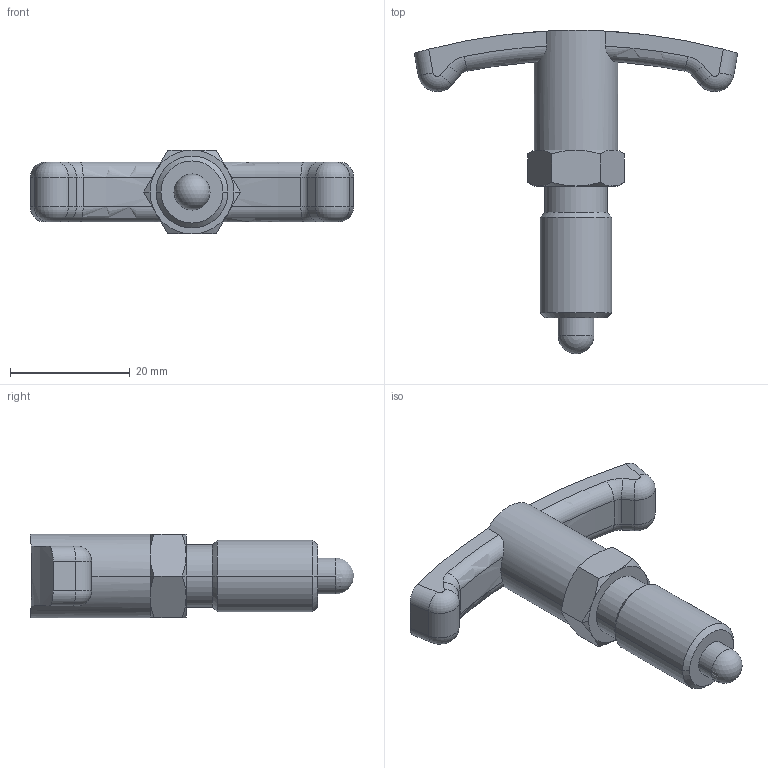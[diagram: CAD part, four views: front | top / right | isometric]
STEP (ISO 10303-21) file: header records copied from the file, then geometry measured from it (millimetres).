
FILE_DESCRIPTION(('STEP AP214'),'1');
FILE_NAME('HALDERN_EH_22110_0832.stp','2014-09-15T07:38:21',('TraceParts'),('TraceParts S.A.'),'XStep 1.0',' ',' ');
FILE_SCHEMA(('automotive_design'));
Length unit declared in the file: millimetre
Products named in the file (2): 1; 2
Bounding box: 54 x 53.98 x 14 mm (x, y, z)
Volume: 8573.6 mm3; surface area: 5692 mm2
Topology: 2 solids, 2 shells, 91 faces, 216 edges, 130 vertices
Faces by surface type: cylinder 31, plane 27, cone 20, torus 12, sphere 1
Entity records: 5294 total; most frequent: CARTESIAN_POINT 754, DIRECTION 456, STYLED_ITEM 435, PRESENTATION_STYLE_ASSIGNMENT 435, COLOUR_RGB 435, ORIENTED_EDGE 428, EDGE_CURVE 214, CURVE_STYLE 214
